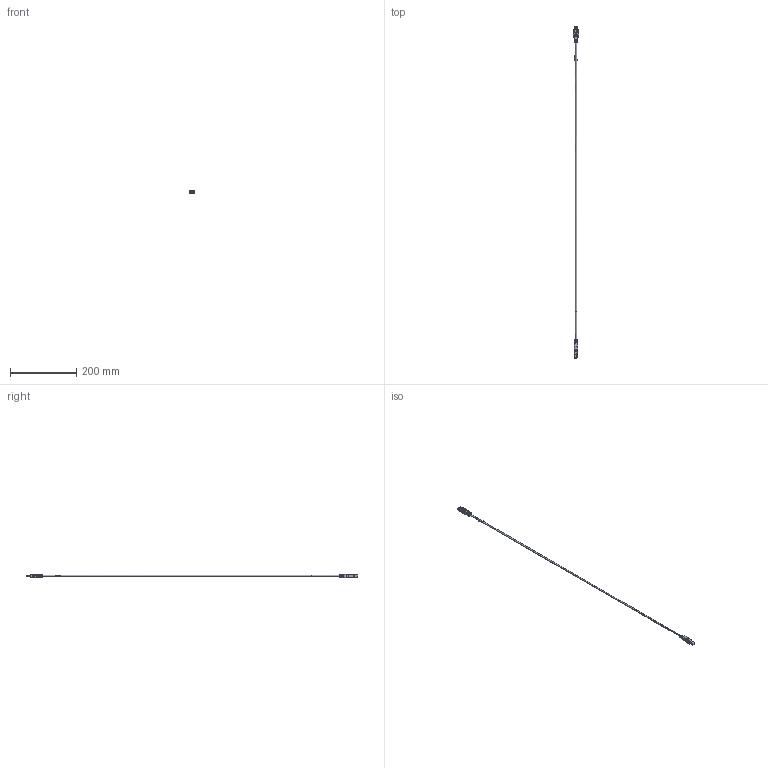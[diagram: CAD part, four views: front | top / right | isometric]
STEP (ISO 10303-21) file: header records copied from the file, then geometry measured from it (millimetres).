
FILE_DESCRIPTION((''),'2;1');
FILE_NAME('J02220041_ASM','2022-06-08T',('Administrator'),(''),'PRO/ENGINEER BY PARAMETRIC TECHNOLOGY CORPORATION, 2009440','PRO/ENGINEER BY PARAMETRIC TECHNOLOGY CORPORATION, 2009440','');
FILE_SCHEMA(('AUTOMOTIVE_DESIGN_CC2 { 1 2 10303 214 -1 1 5 2 }'));
Products named in the file (5): USB_AM_TO_BM_2; 333_1; ASM0001_ASM_ASM; M2-D04-303_TO_M2-D04-237_ASM_ASM; J02220041_ASM
Assembly tree (4 placements, depth 4):
  J02220041_ASM
    M2-D04-303_TO_M2-D04-237_ASM_ASM
      ASM0001_ASM_ASM
        USB_AM_TO_BM_2
        333_1
Bounding box: 15.8 x 1000.05 x 11.5 mm (x, y, z)
Volume: 11292.2 mm3; surface area: 18893.6 mm2
Topology: 1 solids, 63 shells, 1574 faces, 4671 edges, 3052 vertices
Faces by surface type: plane 1024, cylinder 470, cone 31, sphere 16, extrusion 14, torus 12, bspline 6, revolution 1
Entity records: 54798 total; most frequent: CARTESIAN_POINT 14586, ORIENTED_EDGE 8765, DIRECTION 7407, EDGE_CURVE 4649, VERTEX_POINT 3049, VECTOR 2808, LINE 2794, AXIS2_PLACEMENT_3D 2299
